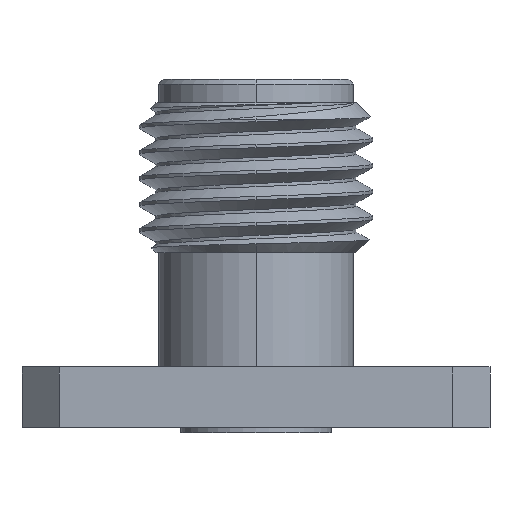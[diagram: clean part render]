
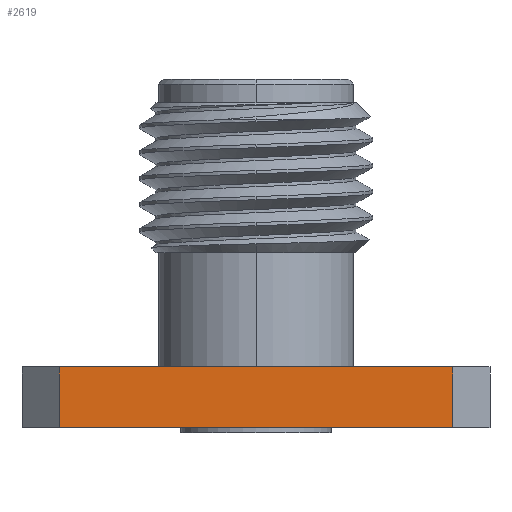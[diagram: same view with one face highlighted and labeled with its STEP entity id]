
A CAD part, front view. The second image highlights one B-rep face of the part: STEP entity #2619.
In plain terms, the highlighted planar face has unit normal (0, -1, 0).
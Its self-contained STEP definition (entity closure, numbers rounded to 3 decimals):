
#95 = DIRECTION ( 'NONE',  ( 1., 0., 0. ) ) ;
#295 = CARTESIAN_POINT ( 'NONE',  ( 5.334, -6.35, 0. ) ) ;
#403 = VECTOR ( 'NONE', #2006, 1000. ) ;
#510 = CARTESIAN_POINT ( 'NONE',  ( -6.35, -6.35, 0. ) ) ;
#540 = VERTEX_POINT ( 'NONE', #1177 ) ;
#1177 = CARTESIAN_POINT ( 'NONE',  ( -5.334, -6.35, -1.65 ) ) ;
#1475 = VERTEX_POINT ( 'NONE', #4198 ) ;
#1484 = ORIENTED_EDGE ( 'NONE', *, *, #4273, .T. ) ;
#1581 = DIRECTION ( 'NONE',  ( 0., -1., 0. ) ) ;
#1778 = LINE ( 'NONE', #510, #2008 ) ;
#1786 = VERTEX_POINT ( 'NONE', #295 ) ;
#1866 = CARTESIAN_POINT ( 'NONE',  ( 5.334, -6.35, -1.65 ) ) ;
#1874 = LINE ( 'NONE', #3454, #4807 ) ;
#1891 = LINE ( 'NONE', #1962, #403 ) ;
#1962 = CARTESIAN_POINT ( 'NONE',  ( 5.334, -6.35, -1.65 ) ) ;
#2006 = DIRECTION ( 'NONE',  ( 0., 0., 1. ) ) ;
#2008 = VECTOR ( 'NONE', #2395, 1000. ) ;
#2343 = PLANE ( 'NONE',  #2765 ) ;
#2395 = DIRECTION ( 'NONE',  ( 1., 0., 0. ) ) ;
#2537 = ORIENTED_EDGE ( 'NONE', *, *, #2717, .F. ) ;
#2619 = ADVANCED_FACE ( 'NONE', ( #4901 ), #2343, .T. ) ;
#2717 = EDGE_CURVE ( 'NONE', #1475, #1786, #1778, .T. ) ;
#2765 = AXIS2_PLACEMENT_3D ( 'NONE', #3475, #1581, #4289 ) ;
#2811 = LINE ( 'NONE', #2953, #4490 ) ;
#2953 = CARTESIAN_POINT ( 'NONE',  ( -5.334, -6.35, -1.65 ) ) ;
#3085 = ORIENTED_EDGE ( 'NONE', *, *, #3330, .T. ) ;
#3330 = EDGE_CURVE ( 'NONE', #4241, #1786, #1891, .T. ) ;
#3454 = CARTESIAN_POINT ( 'NONE',  ( -6.35, -6.35, -1.65 ) ) ;
#3475 = CARTESIAN_POINT ( 'NONE',  ( -6.35, -6.35, -1.65 ) ) ;
#3996 = EDGE_LOOP ( 'NONE', ( #2537, #4855, #1484, #3085 ) ) ;
#4075 = DIRECTION ( 'NONE',  ( 0., 0., -1. ) ) ;
#4128 = EDGE_CURVE ( 'NONE', #1475, #540, #2811, .T. ) ;
#4198 = CARTESIAN_POINT ( 'NONE',  ( -5.334, -6.35, 0. ) ) ;
#4241 = VERTEX_POINT ( 'NONE', #1866 ) ;
#4273 = EDGE_CURVE ( 'NONE', #540, #4241, #1874, .T. ) ;
#4289 = DIRECTION ( 'NONE',  ( 0., 0., -1. ) ) ;
#4490 = VECTOR ( 'NONE', #4075, 1000. ) ;
#4807 = VECTOR ( 'NONE', #95, 1000. ) ;
#4855 = ORIENTED_EDGE ( 'NONE', *, *, #4128, .T. ) ;
#4901 = FACE_OUTER_BOUND ( 'NONE', #3996, .T. ) ;
